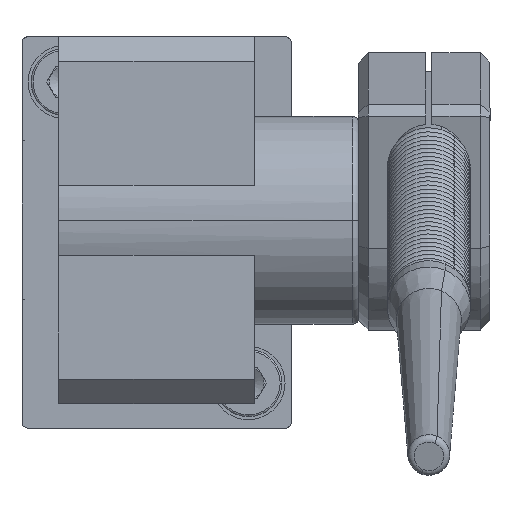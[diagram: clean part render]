
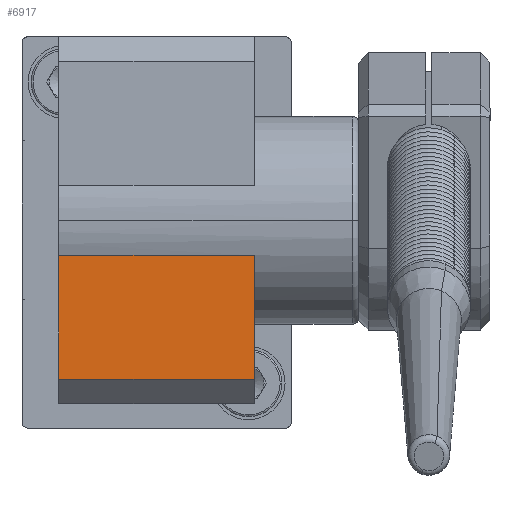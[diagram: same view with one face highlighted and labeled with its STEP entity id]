
A CAD part, left-side view. The second image highlights one B-rep face of the part: STEP entity #6917.
In plain terms, the highlighted planar face has unit normal (-1, 0, 0).
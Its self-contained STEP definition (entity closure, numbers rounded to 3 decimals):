
#1017 = VECTOR ( 'NONE', #10998, 1000. ) ;
#1856 = LINE ( 'NONE', #13388, #2794 ) ;
#1991 = CARTESIAN_POINT ( 'NONE',  ( -50.169, 19.166, 0.156 ) ) ;
#2180 = LINE ( 'NONE', #15326, #1017 ) ;
#2503 = CARTESIAN_POINT ( 'NONE',  ( -50.169, 19.166, 13.156 ) ) ;
#2794 = VECTOR ( 'NONE', #12182, 1000. ) ;
#2887 = DIRECTION ( 'NONE',  ( 0., -1., 0. ) ) ;
#3337 = CARTESIAN_POINT ( 'NONE',  ( -50.169, 35.166, 10.284 ) ) ;
#4022 = EDGE_LOOP ( 'NONE', ( #17778, #14032, #4788, #4250 ) ) ;
#4250 = ORIENTED_EDGE ( 'NONE', *, *, #4981, .T. ) ;
#4788 = ORIENTED_EDGE ( 'NONE', *, *, #11183, .F. ) ;
#4981 = EDGE_CURVE ( 'NONE', #15277, #14224, #2180, .T. ) ;
#5522 = CARTESIAN_POINT ( 'NONE',  ( -50.169, 19.166, 10.284 ) ) ;
#6412 = DIRECTION ( 'NONE',  ( -1., 0., 0. ) ) ;
#6589 = PLANE ( 'NONE',  #7583 ) ;
#6917 = ADVANCED_FACE ( 'NONE', ( #7192 ), #6589, .T. ) ;
#7192 = FACE_OUTER_BOUND ( 'NONE', #4022, .T. ) ;
#7583 = AXIS2_PLACEMENT_3D ( 'NONE', #14989, #6412, #15113 ) ;
#8155 = CARTESIAN_POINT ( 'NONE',  ( -50.169, 27.166, 0.156 ) ) ;
#8235 = LINE ( 'NONE', #8155, #9140 ) ;
#9140 = VECTOR ( 'NONE', #2887, 1000. ) ;
#10998 = DIRECTION ( 'NONE',  ( 0., 0., -1. ) ) ;
#11183 = EDGE_CURVE ( 'NONE', #15277, #18612, #1856, .T. ) ;
#12182 = DIRECTION ( 'NONE',  ( 0., -1., 0. ) ) ;
#13388 = CARTESIAN_POINT ( 'NONE',  ( -50.169, 23.166, 10.284 ) ) ;
#14032 = ORIENTED_EDGE ( 'NONE', *, *, #16867, .F. ) ;
#14224 = VERTEX_POINT ( 'NONE', #16115 ) ;
#14541 = EDGE_CURVE ( 'NONE', #14224, #16710, #8235, .T. ) ;
#14989 = CARTESIAN_POINT ( 'NONE',  ( -50.169, 19.166, 0.156 ) ) ;
#15113 = DIRECTION ( 'NONE',  ( 0., 0., 1. ) ) ;
#15277 = VERTEX_POINT ( 'NONE', #3337 ) ;
#15326 = CARTESIAN_POINT ( 'NONE',  ( -50.169, 35.166, 5.22 ) ) ;
#15568 = VECTOR ( 'NONE', #18440, 1000. ) ;
#16115 = CARTESIAN_POINT ( 'NONE',  ( -50.169, 35.166, 0.156 ) ) ;
#16710 = VERTEX_POINT ( 'NONE', #1991 ) ;
#16867 = EDGE_CURVE ( 'NONE', #18612, #16710, #18526, .T. ) ;
#17778 = ORIENTED_EDGE ( 'NONE', *, *, #14541, .T. ) ;
#18440 = DIRECTION ( 'NONE',  ( 0., 0., -1. ) ) ;
#18526 = LINE ( 'NONE', #2503, #15568 ) ;
#18612 = VERTEX_POINT ( 'NONE', #5522 ) ;
